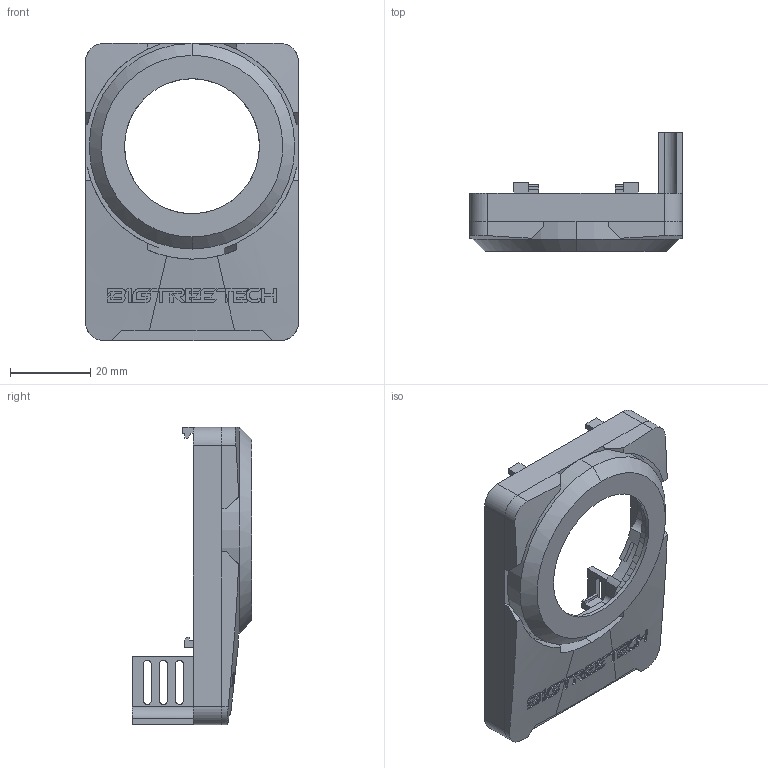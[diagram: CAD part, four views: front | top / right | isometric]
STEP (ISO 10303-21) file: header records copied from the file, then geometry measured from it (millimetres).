
FILE_DESCRIPTION(/* description */ (''),/* implementation_level */ '2;1');
FILE_NAME(/* name */ '现代款-Modern.stp',/* time_stamp */ '2024-09-26T14:24:33+08:00',/* author */ (''),/* organization */ (''),/* preprocessor_version */ 'ST-DEVELOPER v18.102',/* originating_system */ 'SIEMENS PLM Software NX2206.1700',/* authorisation */ '');
FILE_SCHEMA (('AUTOMOTIVE_DESIGN { 1 0 10303 214 3 1 1 1 }'));
Length unit declared in the file: millimetre
Products named in the file (1): 方案3_stp
Bounding box: 53.02 x 29.7 x 74 mm (x, y, z)
Volume: 17230.6 mm3; surface area: 13179.4 mm2
Topology: 1 solids, 1 shells, 379 faces, 1067 edges, 695 vertices
Faces by surface type: plane 276, cylinder 73, cone 26, bspline 3, extrusion 1
Entity records: 12598 total; most frequent: CARTESIAN_POINT 4254, ORIENTED_EDGE 2122, DIRECTION 1188, EDGE_CURVE 1061, VERTEX_POINT 692, B_SPLINE_CURVE_WITH_KNOTS 555, AXIS2_PLACEMENT_3D 424, EDGE_LOOP 395
